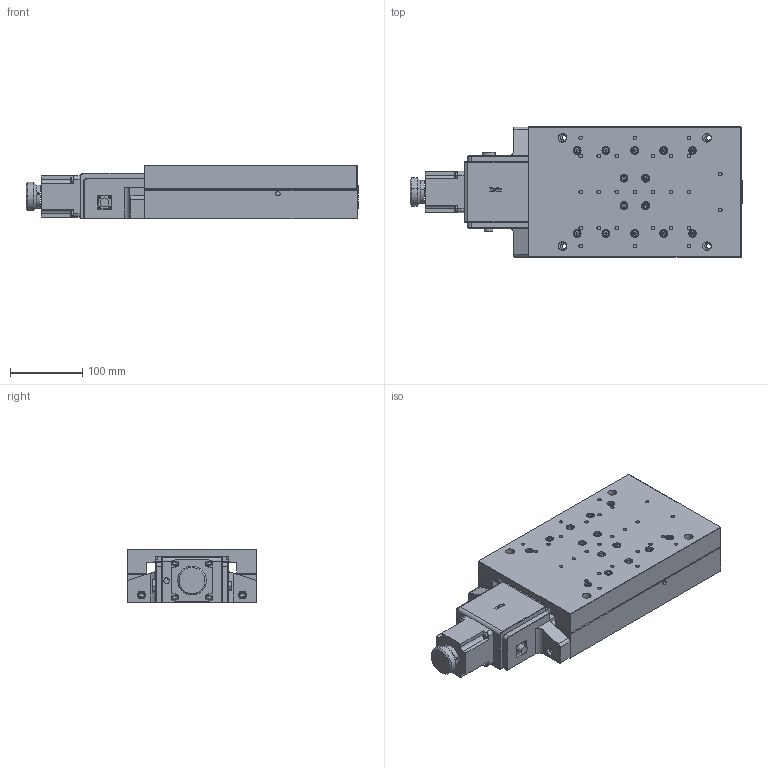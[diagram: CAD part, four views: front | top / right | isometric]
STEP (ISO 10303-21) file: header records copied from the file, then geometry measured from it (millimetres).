
FILE_DESCRIPTION (( 'STEP AP203' ), '1' );
FILE_NAME ('uKSA100.STEP', '2019-05-20T05:51:24', ( '' ), ( '' ), 'SwSTEP 2.0', 'SolidWorks 2017', '' );
FILE_SCHEMA (( 'CONFIG_CONTROL_DESIGN' ));
Length unit declared in the file: millimetre
Products named in the file (1): uKSA100
Bounding box: 460 x 180 x 74.6 mm (x, y, z)
Surface area: 363999.1 mm2 (no closed solid volume)
Topology: 0 solids, 53 shells, 576 faces, 1954 edges, 1404 vertices
Faces by surface type: plane 283, cylinder 209, cone 44, torus 40
Entity records: 21467 total; most frequent: CARTESIAN_POINT 4071, DIRECTION 3810, ORIENTED_EDGE 3034, EDGE_CURVE 1930, VERTEX_POINT 1404, AXIS2_PLACEMENT_3D 1313, VECTOR 1184, LINE 1184
